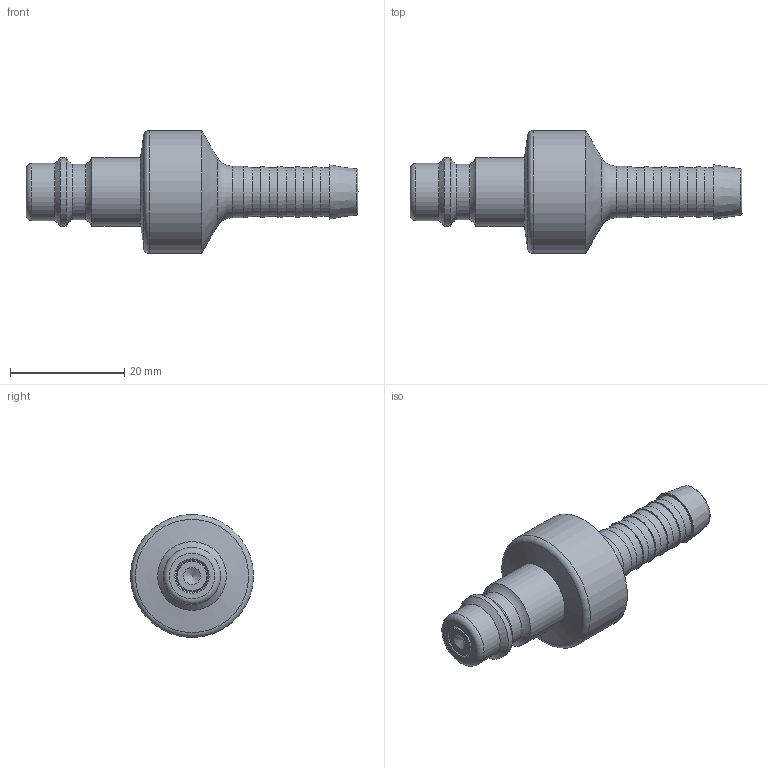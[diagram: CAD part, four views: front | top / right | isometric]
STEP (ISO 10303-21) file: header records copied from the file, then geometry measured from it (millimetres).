
FILE_DESCRIPTION(/* description */ (''),/* implementation_level */ '2;1');
FILE_NAME(/* name */ 'ESN 8 SAB.stp',/* time_stamp */ '2023-01-16T07:03:35+01:00',/* author */ ('stefan.foerster'),/* organization */ (''),/* preprocessor_version */ 'ST-DEVELOPER v18.1',/* originating_system */ 'Autodesk Inventor 2022',/* authorisation */ '0 mm^3');
FILE_SCHEMA (('AUTOMOTIVE_DESIGN { 1 0 10303 214 3 1 1 }'));
Length unit declared in the file: millimetre
Products named in the file (1): LUE_00020462_Vereinfachen_1
Bounding box: 58 x 21.5 x 21.5 mm (x, y, z)
Volume: 7094.3 mm3; surface area: 3364.2 mm2
Topology: 1 solids, 1 shells, 45 faces, 90 edges, 56 vertices
Faces by surface type: cylinder 16, cone 12, plane 11, torus 6
Full cylindrical faces by diameter (mm): 3 x1, 3.3 x1, 5.45 x1, 5.6 x1, 6 x1, 8.5 x5, 9 x1, 9.75 x1, 10 x1, 12 x2, 21.5 x1
Entity records: 1279 total; most frequent: DIRECTION 242, CARTESIAN_POINT 191, ORIENTED_EDGE 178, AXIS2_PLACEMENT_3D 107, EDGE_CURVE 89, CIRCLE 61, VERTEX_POINT 56, EDGE_LOOP 55
